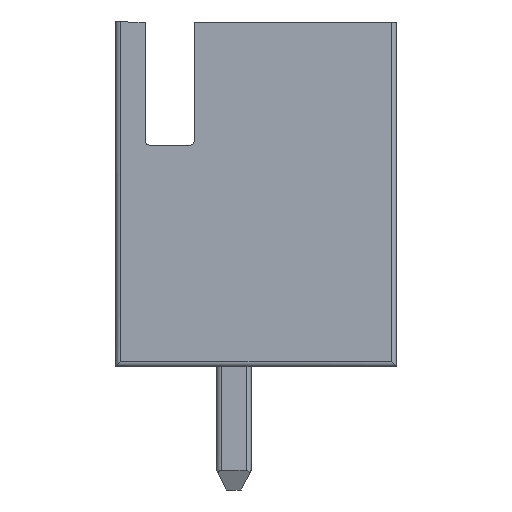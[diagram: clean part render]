
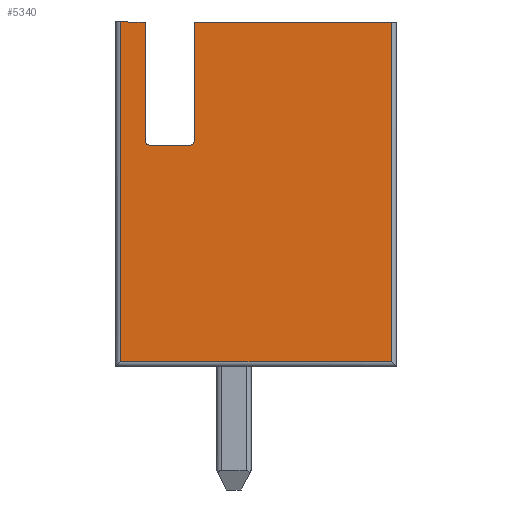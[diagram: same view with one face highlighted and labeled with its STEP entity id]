
A CAD part, left-side view. The second image highlights one B-rep face of the part: STEP entity #5340.
In plain terms, the highlighted planar face has unit normal (-1, 0, 0).
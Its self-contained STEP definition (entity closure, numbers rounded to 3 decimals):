
#299 = VERTEX_POINT ( 'NONE', #18104 ) ;
#780 = DIRECTION ( 'NONE',  ( 0., -1., 0. ) ) ;
#837 = CARTESIAN_POINT ( 'NONE',  ( -2.5, -0.5, 5.2 ) ) ;
#923 = CARTESIAN_POINT ( 'NONE',  ( -2.5, 4.5, 5.2 ) ) ;
#1209 = LINE ( 'NONE', #6942, #17242 ) ;
#1263 = VERTEX_POINT ( 'NONE', #16372 ) ;
#1406 = AXIS2_PLACEMENT_3D ( 'NONE', #15248, #4962, #12266 ) ;
#1408 = CARTESIAN_POINT ( 'NONE',  ( -2.5, 3.5, 5.2 ) ) ;
#1961 = CIRCLE ( 'NONE', #15979, 0.1 ) ;
#2028 = CARTESIAN_POINT ( 'NONE',  ( -2.5, 5.1, 2.7 ) ) ;
#2273 = ORIENTED_EDGE ( 'NONE', *, *, #7352, .T. ) ;
#2482 = CARTESIAN_POINT ( 'NONE',  ( -2.5, 3.5, 2.8 ) ) ;
#2907 = LINE ( 'NONE', #5807, #14216 ) ;
#2987 = EDGE_CURVE ( 'NONE', #1263, #4996, #6011, .T. ) ;
#3068 = VECTOR ( 'NONE', #780, 1000. ) ;
#3295 = DIRECTION ( 'NONE',  ( 0., -1., 0. ) ) ;
#3434 = LINE ( 'NONE', #2028, #9857 ) ;
#3896 = ORIENTED_EDGE ( 'NONE', *, *, #16753, .F. ) ;
#3934 = VECTOR ( 'NONE', #3295, 1000. ) ;
#4146 = EDGE_CURVE ( 'NONE', #4365, #10239, #4993, .T. ) ;
#4348 = VECTOR ( 'NONE', #12258, 1000. ) ;
#4363 = ORIENTED_EDGE ( 'NONE', *, *, #17517, .T. ) ;
#4365 = VERTEX_POINT ( 'NONE', #2482 ) ;
#4830 = CARTESIAN_POINT ( 'NONE',  ( -2.5, 5.1, 5.2 ) ) ;
#4833 = VERTEX_POINT ( 'NONE', #6191 ) ;
#4962 = DIRECTION ( 'NONE',  ( 1., 0., 0. ) ) ;
#4993 = CIRCLE ( 'NONE', #1406, 0.1 ) ;
#4996 = VERTEX_POINT ( 'NONE', #13948 ) ;
#5340 = ADVANCED_FACE ( 'NONE', ( #6516 ), #18036, .F. ) ;
#5368 = ORIENTED_EDGE ( 'NONE', *, *, #7265, .T. ) ;
#5570 = ORIENTED_EDGE ( 'NONE', *, *, #8879, .F. ) ;
#5759 = CARTESIAN_POINT ( 'NONE',  ( -2.5, 5., 5.2 ) ) ;
#5807 = CARTESIAN_POINT ( 'NONE',  ( -2.5, 5., 5.2 ) ) ;
#5886 = CARTESIAN_POINT ( 'NONE',  ( -2.5, 5.1, 5.2 ) ) ;
#6011 = LINE ( 'NONE', #10498, #3934 ) ;
#6191 = CARTESIAN_POINT ( 'NONE',  ( -2.5, 4.4, 2.7 ) ) ;
#6404 = LINE ( 'NONE', #7811, #3068 ) ;
#6516 = FACE_OUTER_BOUND ( 'NONE', #13438, .T. ) ;
#6733 = VERTEX_POINT ( 'NONE', #923 ) ;
#6942 = CARTESIAN_POINT ( 'NONE',  ( -2.5, 3.5, 5.2 ) ) ;
#7265 = EDGE_CURVE ( 'NONE', #4833, #12006, #1961, .T. ) ;
#7352 = EDGE_CURVE ( 'NONE', #7911, #1263, #2907, .T. ) ;
#7571 = EDGE_CURVE ( 'NONE', #4996, #299, #15069, .T. ) ;
#7811 = CARTESIAN_POINT ( 'NONE',  ( -2.5, 5.1, 5.2 ) ) ;
#7844 = DIRECTION ( 'NONE',  ( 0., 1., 0. ) ) ;
#7878 = DIRECTION ( 'NONE',  ( 0., 0., 1. ) ) ;
#7911 = VERTEX_POINT ( 'NONE', #5759 ) ;
#8058 = CARTESIAN_POINT ( 'NONE',  ( -2.5, 4.5, 2.8 ) ) ;
#8121 = AXIS2_PLACEMENT_3D ( 'NONE', #4830, #17765, #7844 ) ;
#8540 = DIRECTION ( 'NONE',  ( 0., 0., -1. ) ) ;
#8717 = LINE ( 'NONE', #5886, #14372 ) ;
#8879 = EDGE_CURVE ( 'NONE', #7911, #6733, #6404, .T. ) ;
#9148 = ORIENTED_EDGE ( 'NONE', *, *, #16291, .T. ) ;
#9855 = ORIENTED_EDGE ( 'NONE', *, *, #7571, .T. ) ;
#9857 = VECTOR ( 'NONE', #15962, 1000. ) ;
#10239 = VERTEX_POINT ( 'NONE', #13018 ) ;
#10498 = CARTESIAN_POINT ( 'NONE',  ( -2.5, 5.1, -1.7 ) ) ;
#10797 = VERTEX_POINT ( 'NONE', #1408 ) ;
#12006 = VERTEX_POINT ( 'NONE', #8058 ) ;
#12258 = DIRECTION ( 'NONE',  ( 0., 0., 1. ) ) ;
#12266 = DIRECTION ( 'NONE',  ( 0., 1., 0. ) ) ;
#12362 = CARTESIAN_POINT ( 'NONE',  ( -2.5, 4.4, 2.8 ) ) ;
#13018 = CARTESIAN_POINT ( 'NONE',  ( -2.5, 3.6, 2.7 ) ) ;
#13438 = EDGE_LOOP ( 'NONE', ( #16909, #9855, #3896, #4363, #13923, #9148, #5368, #17611, #5570, #2273 ) ) ;
#13923 = ORIENTED_EDGE ( 'NONE', *, *, #4146, .T. ) ;
#13948 = CARTESIAN_POINT ( 'NONE',  ( -2.5, -0.5, -1.7 ) ) ;
#14050 = DIRECTION ( 'NONE',  ( 0., 1., 0. ) ) ;
#14216 = VECTOR ( 'NONE', #8540, 1000. ) ;
#14372 = VECTOR ( 'NONE', #16174, 1000. ) ;
#15042 = VECTOR ( 'NONE', #7878, 1000. ) ;
#15069 = LINE ( 'NONE', #837, #4348 ) ;
#15248 = CARTESIAN_POINT ( 'NONE',  ( -2.5, 3.6, 2.8 ) ) ;
#15962 = DIRECTION ( 'NONE',  ( 0., 1., 0. ) ) ;
#15979 = AXIS2_PLACEMENT_3D ( 'NONE', #12362, #16869, #14050 ) ;
#16174 = DIRECTION ( 'NONE',  ( 0., -1., 0. ) ) ;
#16291 = EDGE_CURVE ( 'NONE', #10239, #4833, #3434, .T. ) ;
#16372 = CARTESIAN_POINT ( 'NONE',  ( -2.5, 5., -1.7 ) ) ;
#16753 = EDGE_CURVE ( 'NONE', #10797, #299, #8717, .T. ) ;
#16869 = DIRECTION ( 'NONE',  ( 1., 0., 0. ) ) ;
#16909 = ORIENTED_EDGE ( 'NONE', *, *, #2987, .T. ) ;
#17242 = VECTOR ( 'NONE', #18348, 1000. ) ;
#17517 = EDGE_CURVE ( 'NONE', #10797, #4365, #1209, .T. ) ;
#17611 = ORIENTED_EDGE ( 'NONE', *, *, #17657, .T. ) ;
#17657 = EDGE_CURVE ( 'NONE', #12006, #6733, #18061, .T. ) ;
#17765 = DIRECTION ( 'NONE',  ( 1., 0., 0. ) ) ;
#17882 = CARTESIAN_POINT ( 'NONE',  ( -2.5, 4.5, 5.2 ) ) ;
#18036 = PLANE ( 'NONE',  #8121 ) ;
#18061 = LINE ( 'NONE', #17882, #15042 ) ;
#18104 = CARTESIAN_POINT ( 'NONE',  ( -2.5, -0.5, 5.2 ) ) ;
#18348 = DIRECTION ( 'NONE',  ( 0., 0., -1. ) ) ;
